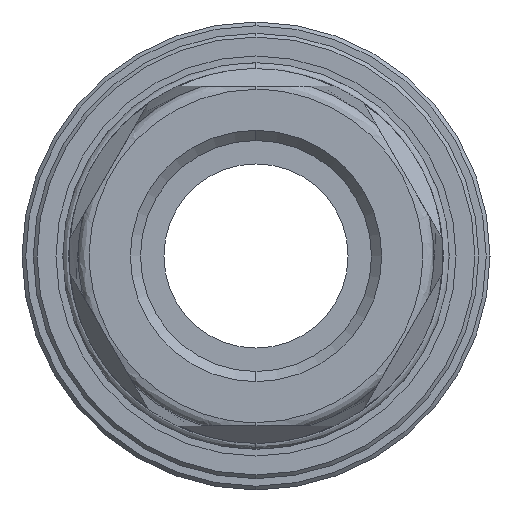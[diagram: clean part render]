
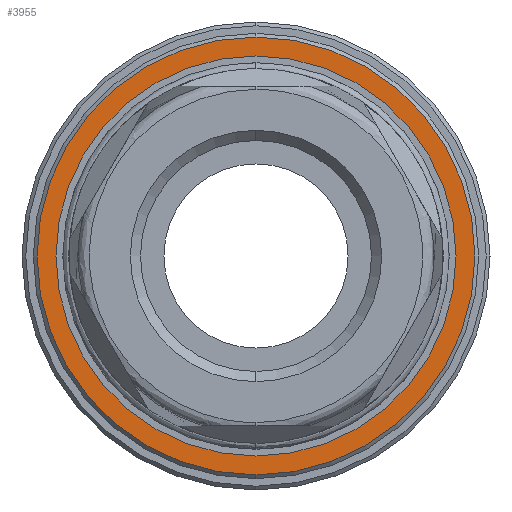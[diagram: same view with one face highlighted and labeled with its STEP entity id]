
A CAD part, left-side view. The second image highlights one B-rep face of the part: STEP entity #3955.
In plain terms, the highlighted planar face has unit normal (-1, 0, 0).
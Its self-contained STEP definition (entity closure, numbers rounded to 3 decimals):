
#4 = EDGE_CURVE ( 'NONE', #5798, #5824, #4775, .T. ) ;
#14 = EDGE_CURVE ( 'NONE', #5843, #5871, #4759, .T. ) ;
#80 = AXIS2_PLACEMENT_3D ( 'NONE', #5879, #5881, #5880 ) ;
#84 = AXIS2_PLACEMENT_3D ( 'NONE', #5904, #5905, #5906 ) ;
#153 = AXIS2_PLACEMENT_3D ( 'NONE', #742, #743, #744 ) ;
#155 = AXIS2_PLACEMENT_3D ( 'NONE', #748, #749, #750 ) ;
#471 = AXIS2_PLACEMENT_3D ( 'NONE', #2619, #2620, #2621 ) ;
#742 = CARTESIAN_POINT ( 'NONE',  ( 32.05, 0., 0. ) ) ;
#743 = DIRECTION ( 'NONE',  ( -1., 0., 0. ) ) ;
#744 = DIRECTION ( 'NONE',  ( 0., 0., -1. ) ) ;
#748 = CARTESIAN_POINT ( 'NONE',  ( 32.05, 0., 0. ) ) ;
#749 = DIRECTION ( 'NONE',  ( 1., 0., 0. ) ) ;
#750 = DIRECTION ( 'NONE',  ( 0., 0., -1. ) ) ;
#1532 = FACE_OUTER_BOUND ( 'NONE', #4904, .T. ) ;
#1534 = FACE_BOUND ( 'NONE', #4905, .T. ) ;
#2584 = EDGE_CURVE ( 'NONE', #5824, #5798, #4692, .T. ) ;
#2586 = EDGE_CURVE ( 'NONE', #5871, #5843, #4638, .T. ) ;
#2618 = PLANE ( 'NONE',  #471 ) ;
#2619 = CARTESIAN_POINT ( 'NONE',  ( 32.05, 26.5, 0. ) ) ;
#2620 = DIRECTION ( 'NONE',  ( -1., 0., 0. ) ) ;
#2621 = DIRECTION ( 'NONE',  ( 0., 0., 1. ) ) ;
#3242 = CARTESIAN_POINT ( 'NONE',  ( 32.05, 0., 29. ) ) ;
#3268 = CARTESIAN_POINT ( 'NONE',  ( 32.05, 0., -29. ) ) ;
#3287 = CARTESIAN_POINT ( 'NONE',  ( 32.05, 0., 26.5 ) ) ;
#3955 = ADVANCED_FACE ( 'NONE', ( #1532, #1534 ), #2618, .T. ) ;
#4534 = CARTESIAN_POINT ( 'NONE',  ( 32.05, 0., -26.5 ) ) ;
#4638 = CIRCLE ( 'NONE', #155, 26.5 ) ;
#4692 = CIRCLE ( 'NONE', #153, 29. ) ;
#4759 = CIRCLE ( 'NONE', #84, 26.5 ) ;
#4775 = CIRCLE ( 'NONE', #80, 29. ) ;
#4783 = ORIENTED_EDGE ( 'NONE', *, *, #14, .T. ) ;
#4784 = ORIENTED_EDGE ( 'NONE', *, *, #2586, .T. ) ;
#4785 = ORIENTED_EDGE ( 'NONE', *, *, #4, .T. ) ;
#4786 = ORIENTED_EDGE ( 'NONE', *, *, #2584, .T. ) ;
#4904 = EDGE_LOOP ( 'NONE', ( #4786, #4785 ) ) ;
#4905 = EDGE_LOOP ( 'NONE', ( #4784, #4783 ) ) ;
#5798 = VERTEX_POINT ( 'NONE', #3242 ) ;
#5824 = VERTEX_POINT ( 'NONE', #3268 ) ;
#5843 = VERTEX_POINT ( 'NONE', #3287 ) ;
#5871 = VERTEX_POINT ( 'NONE', #4534 ) ;
#5879 = CARTESIAN_POINT ( 'NONE',  ( 32.05, 0., 0. ) ) ;
#5880 = DIRECTION ( 'NONE',  ( 0., 0., -1. ) ) ;
#5881 = DIRECTION ( 'NONE',  ( -1., 0., 0. ) ) ;
#5904 = CARTESIAN_POINT ( 'NONE',  ( 32.05, 0., 0. ) ) ;
#5905 = DIRECTION ( 'NONE',  ( 1., 0., 0. ) ) ;
#5906 = DIRECTION ( 'NONE',  ( 0., 0., -1. ) ) ;
